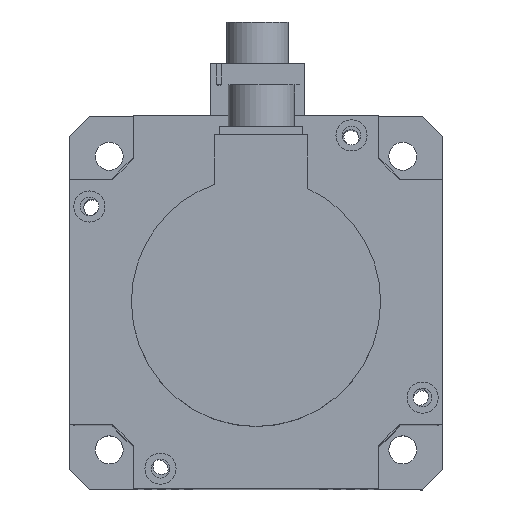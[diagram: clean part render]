
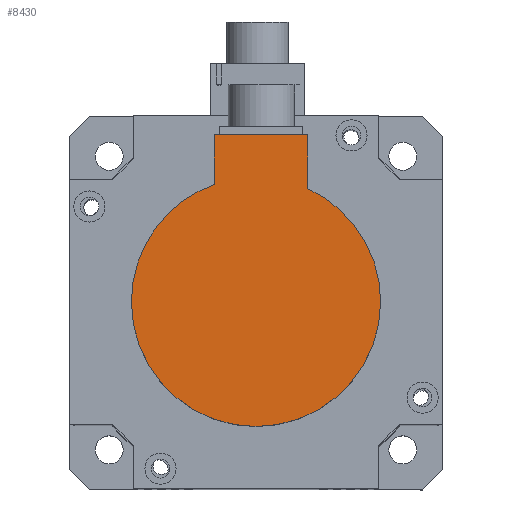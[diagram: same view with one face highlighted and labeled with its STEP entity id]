
A CAD part, top view. The second image highlights one B-rep face of the part: STEP entity #8430.
In plain terms, the highlighted planar face has unit normal (0, 0, 1).
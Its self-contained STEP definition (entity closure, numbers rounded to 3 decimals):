
#287 = DIRECTION ( 'NONE',  ( 1., 0., 0. ) ) ;
#377 = VERTEX_POINT ( 'NONE', #10366 ) ;
#509 = EDGE_LOOP ( 'NONE', ( #2960, #2527, #1588, #6627, #1407, #10471 ) ) ;
#687 = CARTESIAN_POINT ( 'NONE',  ( 24.904, 54.587, 48. ) ) ;
#1262 = LINE ( 'NONE', #5390, #11453 ) ;
#1407 = ORIENTED_EDGE ( 'NONE', *, *, #11117, .T. ) ;
#1523 = DIRECTION ( 'NONE',  ( 1., 0., 0. ) ) ;
#1588 = ORIENTED_EDGE ( 'NONE', *, *, #5538, .T. ) ;
#2308 = EDGE_CURVE ( 'NONE', #7635, #3307, #6844, .T. ) ;
#2472 = DIRECTION ( 'NONE',  ( 1., 0., 0. ) ) ;
#2527 = ORIENTED_EDGE ( 'NONE', *, *, #6304, .T. ) ;
#2730 = CARTESIAN_POINT ( 'NONE',  ( 0., 0., 48. ) ) ;
#2771 = DIRECTION ( 'NONE',  ( 1., 0., 0. ) ) ;
#2960 = ORIENTED_EDGE ( 'NONE', *, *, #2308, .F. ) ;
#3040 = EDGE_CURVE ( 'NONE', #4140, #3307, #1262, .T. ) ;
#3307 = VERTEX_POINT ( 'NONE', #3624 ) ;
#3624 = CARTESIAN_POINT ( 'NONE',  ( -20., 80.524, 48. ) ) ;
#3693 = CARTESIAN_POINT ( 'NONE',  ( 0., 0., 48. ) ) ;
#4140 = VERTEX_POINT ( 'NONE', #11923 ) ;
#4438 = DIRECTION ( 'NONE',  ( 0., 1., 0. ) ) ;
#4505 = DIRECTION ( 'NONE',  ( 0., 0., 1. ) ) ;
#4666 = VERTEX_POINT ( 'NONE', #687 ) ;
#5025 = CARTESIAN_POINT ( 'NONE',  ( 60., 0., 48. ) ) ;
#5390 = CARTESIAN_POINT ( 'NONE',  ( 24.904, 80.524, 48. ) ) ;
#5391 = VECTOR ( 'NONE', #4438, 1000. ) ;
#5450 = CARTESIAN_POINT ( 'NONE',  ( 0., 0., 48. ) ) ;
#5538 = EDGE_CURVE ( 'NONE', #377, #9821, #11075, .T. ) ;
#6183 = LINE ( 'NONE', #9470, #5391 ) ;
#6304 = EDGE_CURVE ( 'NONE', #7635, #377, #12313, .T. ) ;
#6627 = ORIENTED_EDGE ( 'NONE', *, *, #11123, .T. ) ;
#6844 = LINE ( 'NONE', #11177, #7803 ) ;
#7433 = DIRECTION ( 'NONE',  ( -1., 0., 0. ) ) ;
#7635 = VERTEX_POINT ( 'NONE', #10576 ) ;
#7729 = DIRECTION ( 'NONE',  ( 0., 0., 1. ) ) ;
#7803 = VECTOR ( 'NONE', #9328, 1000. ) ;
#8430 = ADVANCED_FACE ( 'NONE', ( #9622 ), #8680, .T. ) ;
#8508 = AXIS2_PLACEMENT_3D ( 'NONE', #3693, #7729, #1523 ) ;
#8680 = PLANE ( 'NONE',  #12204 ) ;
#8866 = DIRECTION ( 'NONE',  ( 0., 0., 1. ) ) ;
#9328 = DIRECTION ( 'NONE',  ( 0., 1., 0. ) ) ;
#9470 = CARTESIAN_POINT ( 'NONE',  ( 24.904, 54.587, 48. ) ) ;
#9505 = DIRECTION ( 'NONE',  ( 0., 0., 1. ) ) ;
#9622 = FACE_OUTER_BOUND ( 'NONE', #509, .T. ) ;
#9628 = CARTESIAN_POINT ( 'NONE',  ( 0., 0., 48. ) ) ;
#9821 = VERTEX_POINT ( 'NONE', #5025 ) ;
#10366 = CARTESIAN_POINT ( 'NONE',  ( -60., 0., 48. ) ) ;
#10471 = ORIENTED_EDGE ( 'NONE', *, *, #3040, .T. ) ;
#10576 = CARTESIAN_POINT ( 'NONE',  ( -20., 56.569, 48. ) ) ;
#10898 = AXIS2_PLACEMENT_3D ( 'NONE', #5450, #9505, #287 ) ;
#11075 = CIRCLE ( 'NONE', #10898, 60. ) ;
#11117 = EDGE_CURVE ( 'NONE', #4666, #4140, #6183, .T. ) ;
#11123 = EDGE_CURVE ( 'NONE', #9821, #4666, #11298, .T. ) ;
#11177 = CARTESIAN_POINT ( 'NONE',  ( -20., 56.569, 48. ) ) ;
#11298 = CIRCLE ( 'NONE', #8508, 60. ) ;
#11453 = VECTOR ( 'NONE', #7433, 1000. ) ;
#11923 = CARTESIAN_POINT ( 'NONE',  ( 24.904, 80.524, 48. ) ) ;
#12204 = AXIS2_PLACEMENT_3D ( 'NONE', #2730, #8866, #2771 ) ;
#12313 = CIRCLE ( 'NONE', #12877, 60. ) ;
#12877 = AXIS2_PLACEMENT_3D ( 'NONE', #9628, #4505, #2472 ) ;
